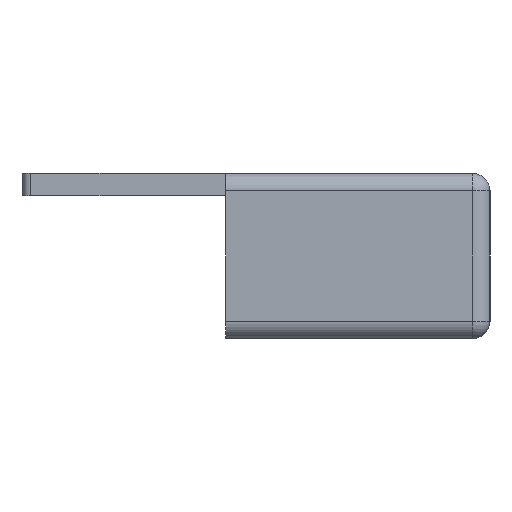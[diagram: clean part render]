
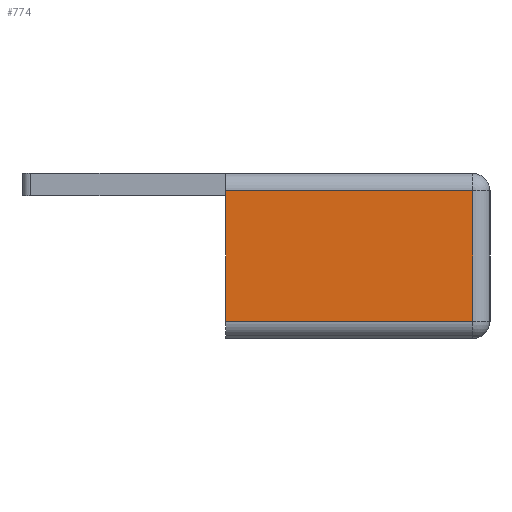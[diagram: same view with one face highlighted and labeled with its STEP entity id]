
A CAD part, left-side view. The second image highlights one B-rep face of the part: STEP entity #774.
In plain terms, the highlighted planar face has unit normal (-1, 0, 0).
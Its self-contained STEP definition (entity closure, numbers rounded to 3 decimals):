
#774=ADVANCED_FACE('',(#1286),#1287,.F.);
#1286=FACE_OUTER_BOUND('',#1705,.T.);
#1287=PLANE('',#1706);
#1705=EDGE_LOOP('',(#2769,#2770,#2771,#2772));
#1706=AXIS2_PLACEMENT_3D('',#2773,#2774,#2775);
#2769=ORIENTED_EDGE('',*,*,#3242,.T.);
#2770=ORIENTED_EDGE('',*,*,#3257,.T.);
#2771=ORIENTED_EDGE('',*,*,#3258,.T.);
#2772=ORIENTED_EDGE('',*,*,#3259,.T.);
#2773=CARTESIAN_POINT('',(0.0,7.6,4.75));
#2774=DIRECTION('',(1.0,0.0,0.0));
#2775=DIRECTION('',(0.0,-1.0,0.0));
#3242=EDGE_CURVE('',#3854,#3850,#3855,.T.);
#3257=EDGE_CURVE('',#3850,#3872,#3873,.T.);
#3258=EDGE_CURVE('',#3872,#3874,#3875,.T.);
#3259=EDGE_CURVE('',#3874,#3854,#3876,.T.);
#3850=VERTEX_POINT('',#4674);
#3854=VERTEX_POINT('',#4678);
#3855=LINE('',#4679,#4680);
#3872=VERTEX_POINT('',#4700);
#3873=LINE('',#4701,#4702);
#3874=VERTEX_POINT('',#4703);
#3875=LINE('',#4704,#4705);
#3876=LINE('',#4706,#4707);
#4674=CARTESIAN_POINT('',(0.,1.,8.5));
#4678=CARTESIAN_POINT('',(0.,1.,1.));
#4679=CARTESIAN_POINT('',(0.0,1.,4.75));
#4680=VECTOR('',#5126,1.0);
#4700=CARTESIAN_POINT('',(0.,15.2,8.5));
#4701=CARTESIAN_POINT('',(0.,3.8,8.5));
#4702=VECTOR('',#5148,1.0);
#4703=CARTESIAN_POINT('',(0.0,15.2,1.0));
#4704=CARTESIAN_POINT('',(0.0,15.2,4.75));
#4705=VECTOR('',#5149,1.0);
#4706=CARTESIAN_POINT('',(0.,19.0,1.));
#4707=VECTOR('',#5150,1.0);
#5126=DIRECTION('',(-0.0,0.0,1.0));
#5148=DIRECTION('',(-0.0,1.0,0.0));
#5149=DIRECTION('',(0.0,0.0,-1.0));
#5150=DIRECTION('',(0.0,-1.0,0.0));
